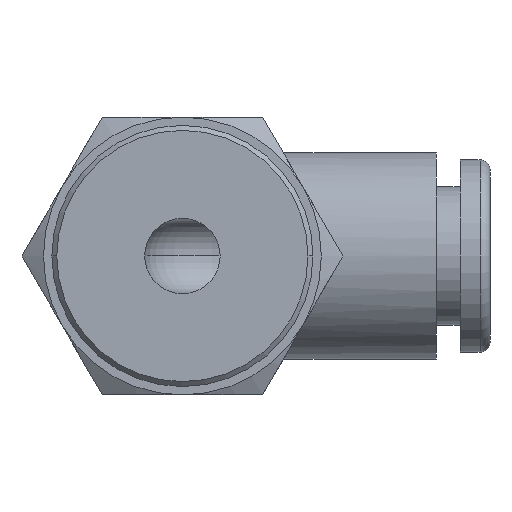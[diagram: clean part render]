
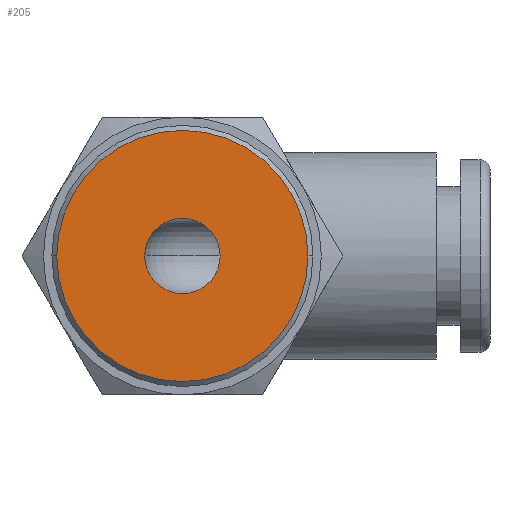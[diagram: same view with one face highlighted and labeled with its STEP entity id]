
A CAD part, front view. The second image highlights one B-rep face of the part: STEP entity #205.
In plain terms, the highlighted planar face has unit normal (0, -1, 0).
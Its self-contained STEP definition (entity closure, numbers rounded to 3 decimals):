
#18 = CIRCLE ( 'NONE', #736, 6.329 ) ;
#205 = ADVANCED_FACE ( 'NONE', ( #1066, #278 ), #266, .T. ) ;
#266 = PLANE ( 'NONE',  #1713 ) ;
#276 = CIRCLE ( 'NONE', #1376, 1.9 ) ;
#278 = FACE_OUTER_BOUND ( 'NONE', #2218, .T. ) ;
#334 = DIRECTION ( 'NONE',  ( 1., 0., 0. ) ) ;
#337 = DIRECTION ( 'NONE',  ( 0., -1., 0. ) ) ;
#346 = CARTESIAN_POINT ( 'NONE',  ( 0., -20.3, 0. ) ) ;
#736 = AXIS2_PLACEMENT_3D ( 'NONE', #346, #337, #334 ) ;
#828 = AXIS2_PLACEMENT_3D ( 'NONE', #1168, #1169, #1329 ) ;
#832 = AXIS2_PLACEMENT_3D ( 'NONE', #859, #862, #1068 ) ;
#859 = CARTESIAN_POINT ( 'NONE',  ( 0., -20.3, 0. ) ) ;
#862 = DIRECTION ( 'NONE',  ( 0., -1., 0. ) ) ;
#909 = ORIENTED_EDGE ( 'NONE', *, *, #1012, .T. ) ;
#951 = VERTEX_POINT ( 'NONE', #1870 ) ;
#1011 = VERTEX_POINT ( 'NONE', #1772 ) ;
#1012 = EDGE_CURVE ( 'NONE', #951, #1520, #276, .T. ) ;
#1016 = VERTEX_POINT ( 'NONE', #1780 ) ;
#1066 = FACE_BOUND ( 'NONE', #1730, .T. ) ;
#1068 = DIRECTION ( 'NONE',  ( 1., 0., 0. ) ) ;
#1107 = ORIENTED_EDGE ( 'NONE', *, *, #1845, .T. ) ;
#1168 = CARTESIAN_POINT ( 'NONE',  ( 0., -20.3, 0. ) ) ;
#1169 = DIRECTION ( 'NONE',  ( 0., 1., 0. ) ) ;
#1189 = DIRECTION ( 'NONE',  ( 0., 0., 1. ) ) ;
#1329 = DIRECTION ( 'NONE',  ( 0., 0., 1. ) ) ;
#1376 = AXIS2_PLACEMENT_3D ( 'NONE', #1765, #1766, #1189 ) ;
#1520 = VERTEX_POINT ( 'NONE', #1552 ) ;
#1545 = DIRECTION ( 'NONE',  ( 0., -1., 0. ) ) ;
#1552 = CARTESIAN_POINT ( 'NONE',  ( 0., -20.3, 1.9 ) ) ;
#1587 = CIRCLE ( 'NONE', #828, 1.9 ) ;
#1591 = CARTESIAN_POINT ( 'NONE',  ( -6.578, -20.3, 0. ) ) ;
#1653 = DIRECTION ( 'NONE',  ( 1., 0., 0. ) ) ;
#1713 = AXIS2_PLACEMENT_3D ( 'NONE', #1591, #1545, #1653 ) ;
#1730 = EDGE_LOOP ( 'NONE', ( #909, #1923 ) ) ;
#1765 = CARTESIAN_POINT ( 'NONE',  ( 0., -20.3, 0. ) ) ;
#1766 = DIRECTION ( 'NONE',  ( 0., 1., 0. ) ) ;
#1772 = CARTESIAN_POINT ( 'NONE',  ( -6.328, -20.3, 0. ) ) ;
#1780 = CARTESIAN_POINT ( 'NONE',  ( 6.329, -20.3, 0. ) ) ;
#1845 = EDGE_CURVE ( 'NONE', #1011, #1016, #2140, .T. ) ;
#1864 = EDGE_CURVE ( 'NONE', #1520, #951, #1587, .T. ) ;
#1870 = CARTESIAN_POINT ( 'NONE',  ( 0., -20.3, -1.9 ) ) ;
#1923 = ORIENTED_EDGE ( 'NONE', *, *, #1864, .T. ) ;
#1979 = EDGE_CURVE ( 'NONE', #1016, #1011, #18, .T. ) ;
#2140 = CIRCLE ( 'NONE', #832, 6.329 ) ;
#2186 = ORIENTED_EDGE ( 'NONE', *, *, #1979, .T. ) ;
#2218 = EDGE_LOOP ( 'NONE', ( #1107, #2186 ) ) ;
